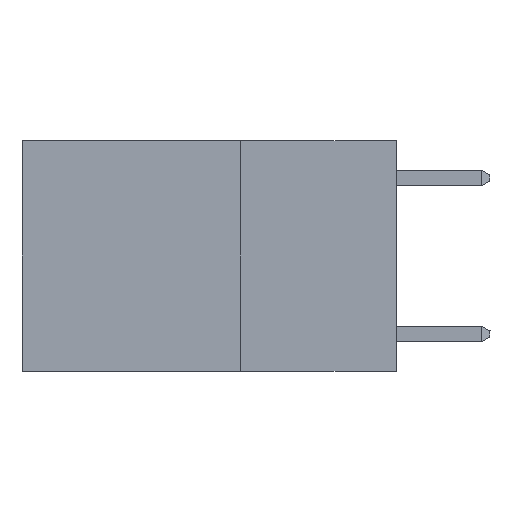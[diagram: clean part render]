
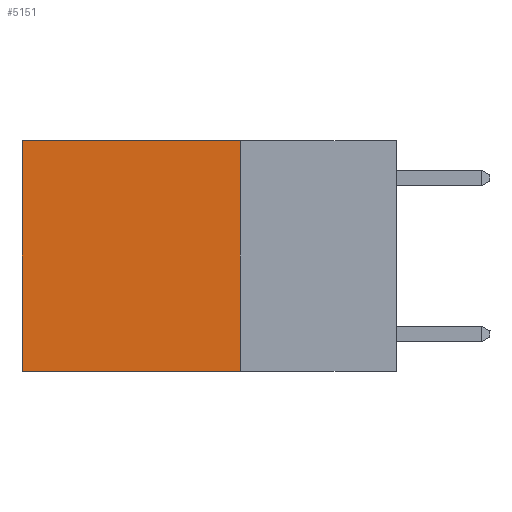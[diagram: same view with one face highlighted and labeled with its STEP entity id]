
A CAD part, left-side view. The second image highlights one B-rep face of the part: STEP entity #5151.
In plain terms, the highlighted planar face has unit normal (-1, 0, 0).
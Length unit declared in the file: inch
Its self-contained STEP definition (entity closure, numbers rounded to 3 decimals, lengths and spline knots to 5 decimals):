
#300 = CARTESIAN_POINT ( 'NONE',  ( 0.2625, 0.25, 0. ) ) ;
#354 = VERTEX_POINT ( 'NONE', #6834 ) ;
#450 = FACE_OUTER_BOUND ( 'NONE', #5210, .T. ) ;
#1196 = CARTESIAN_POINT ( 'NONE',  ( 0.2625, 0.25, 0. ) ) ;
#1198 = DIRECTION ( 'NONE',  ( 0., 0., -1. ) ) ;
#2385 = DIRECTION ( 'NONE',  ( 1., 0., 0. ) ) ;
#2444 = ORIENTED_EDGE ( 'NONE', *, *, #4470, .T. ) ;
#2806 = VECTOR ( 'NONE', #3147, 39.37008 ) ;
#3147 = DIRECTION ( 'NONE',  ( 0., 1., 0. ) ) ;
#3198 = VECTOR ( 'NONE', #1198, 39.37008 ) ;
#3244 = CARTESIAN_POINT ( 'NONE',  ( 0.2625, 0.6, 0. ) ) ;
#3612 = EDGE_CURVE ( 'NONE', #10583, #354, #7869, .T. ) ;
#3849 = LINE ( 'NONE', #300, #3198 ) ;
#4318 = LINE ( 'NONE', #9298, #8953 ) ;
#4470 = EDGE_CURVE ( 'NONE', #6273, #8847, #4318, .T. ) ;
#4675 = DIRECTION ( 'NONE',  ( 0., 1., 0. ) ) ;
#5151 = ADVANCED_FACE ( 'NONE', ( #450 ), #11603, .F. ) ;
#5210 = EDGE_LOOP ( 'NONE', ( #8784, #6707, #7253, #2444 ) ) ;
#6273 = VERTEX_POINT ( 'NONE', #1196 ) ;
#6707 = ORIENTED_EDGE ( 'NONE', *, *, #3612, .F. ) ;
#6834 = CARTESIAN_POINT ( 'NONE',  ( 0.2625, 0.6, -0.37 ) ) ;
#7253 = ORIENTED_EDGE ( 'NONE', *, *, #9124, .F. ) ;
#7520 = CARTESIAN_POINT ( 'NONE',  ( 0.2625, 0.25, -0.37 ) ) ;
#7869 = LINE ( 'NONE', #10613, #2806 ) ;
#7879 = AXIS2_PLACEMENT_3D ( 'NONE', #10735, #2385, #8977 ) ;
#8784 = ORIENTED_EDGE ( 'NONE', *, *, #11144, .T. ) ;
#8847 = VERTEX_POINT ( 'NONE', #11092 ) ;
#8953 = VECTOR ( 'NONE', #4675, 39.37008 ) ;
#8977 = DIRECTION ( 'NONE',  ( 0., 0., -1. ) ) ;
#9124 = EDGE_CURVE ( 'NONE', #6273, #10583, #3849, .T. ) ;
#9298 = CARTESIAN_POINT ( 'NONE',  ( 0.2625, 0.25, 0. ) ) ;
#10583 = VERTEX_POINT ( 'NONE', #7520 ) ;
#10613 = CARTESIAN_POINT ( 'NONE',  ( 0.2625, 0.25, -0.37 ) ) ;
#10735 = CARTESIAN_POINT ( 'NONE',  ( 0.2625, 0.25, 0. ) ) ;
#10755 = VECTOR ( 'NONE', #11578, 39.37008 ) ;
#11021 = LINE ( 'NONE', #3244, #10755 ) ;
#11092 = CARTESIAN_POINT ( 'NONE',  ( 0.2625, 0.6, 0. ) ) ;
#11144 = EDGE_CURVE ( 'NONE', #8847, #354, #11021, .T. ) ;
#11578 = DIRECTION ( 'NONE',  ( 0., 0., -1. ) ) ;
#11603 = PLANE ( 'NONE',  #7879 ) ;
